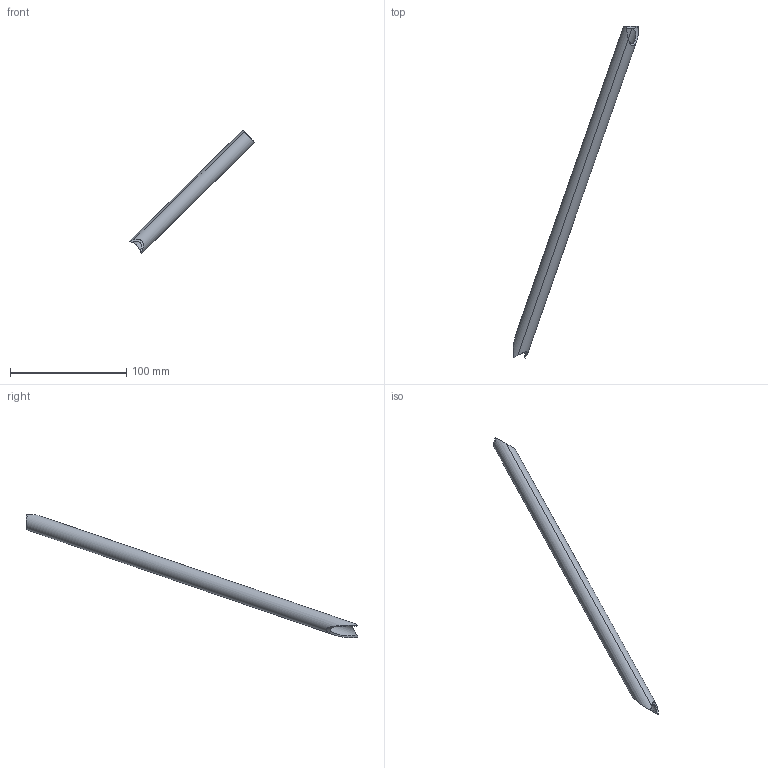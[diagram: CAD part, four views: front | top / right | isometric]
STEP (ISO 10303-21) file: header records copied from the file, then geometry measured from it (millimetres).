
FILE_DESCRIPTION(('CATIA V5 STEP Exchange'),'2;1');
FILE_NAME('89.stp','2023-02-21T07:52:53+00:00',('none'),('none'),'CATIA Version 5 Release 19 SP 2 (IN-10)','CATIA V5 STEP AP203','none');
FILE_SCHEMA(('CONFIG_CONTROL_DESIGN'));
Length unit declared in the file: millimetre
Products named in the file (1): Shape_500
Bounding box: 108.3 x 285.89 x 106.46 mm (x, y, z)
Volume: 19030.3 mm3; surface area: 25654 mm2
Topology: 1 solids, 1 shells, 11 faces, 33 edges, 22 vertices
Faces by surface type: cylinder 11
Entity records: 651 total; most frequent: CARTESIAN_POINT 353, ORIENTED_EDGE 66, EDGE_CURVE 33, DIRECTION 31, B_SPLINE_CURVE_WITH_KNOTS 22, VERTEX_POINT 22, AXIS2_PLACEMENT_3D 15, ADVANCED_FACE 11
